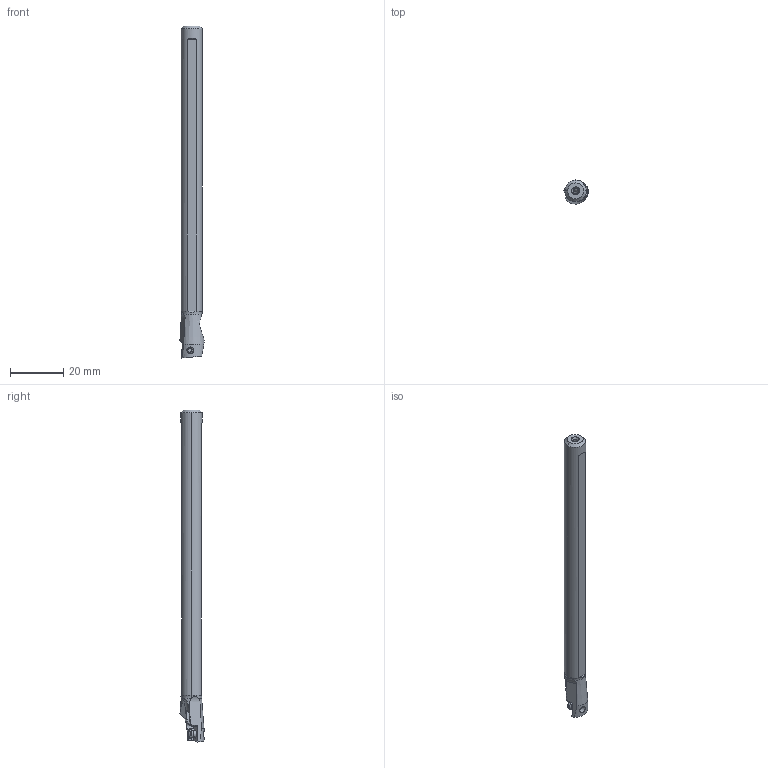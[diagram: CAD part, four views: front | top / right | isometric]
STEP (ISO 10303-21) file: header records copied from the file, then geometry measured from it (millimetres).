
FILE_DESCRIPTION(/* description */ (''),/* implementation_level */ '2;1');
FILE_NAME(/* name */ 'FSCLC1008R-06A.stp',/* time_stamp */ '2021-11-11T11:28:05+09:00',/* author */ (''),/* organization */ (''),/* preprocessor_version */ 'ST-DEVELOPER v16',/* originating_system */ 'SIEMENS PLM Software NX 10.0',/* authorisation */ '');
FILE_SCHEMA (('AUTOMOTIVE_DESIGN { 1 0 10303 214 3 1 1 1 }'));
Length unit declared in the file: millimetre
Products named in the file (1): FSCLC1008R-06A_ASM
Bounding box: 9.09 x 9.01 x 124.53 mm (x, y, z)
Volume: 5424.9 mm3; surface area: 3987 mm2
Topology: 2 solids, 2 shells, 98 faces, 274 edges, 180 vertices
Faces by surface type: cylinder 42, plane 29, cone 17, sphere 6, torus 4
Entity records: 4172 total; most frequent: CARTESIAN_POINT 1604, ORIENTED_EDGE 540, DIRECTION 508, EDGE_CURVE 270, AXIS2_PLACEMENT_3D 205, VERTEX_POINT 177, EDGE_LOOP 103, LINE 98
